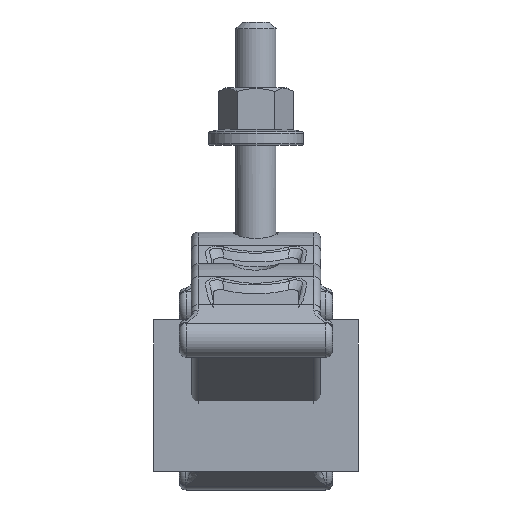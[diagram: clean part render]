
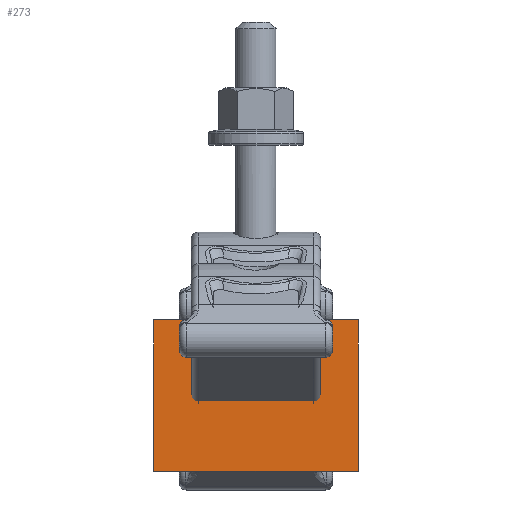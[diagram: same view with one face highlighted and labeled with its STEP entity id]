
A CAD part, left-side view. The second image highlights one B-rep face of the part: STEP entity #273.
In plain terms, the highlighted planar face has unit normal (-1, 0, 0).
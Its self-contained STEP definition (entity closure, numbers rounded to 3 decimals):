
#273 = ADVANCED_FACE( '', ( #448 ), #449, .T. );
#448 = FACE_OUTER_BOUND( '', #809, .T. );
#449 = PLANE( '', #810 );
#809 = EDGE_LOOP( '', ( #3386, #3387, #3388, #3389 ) );
#810 = AXIS2_PLACEMENT_3D( '', #3390, #3391, #3392 );
#3386 = ORIENTED_EDGE( '', *, *, #4580, .F. );
#3387 = ORIENTED_EDGE( '', *, *, #4581, .F. );
#3388 = ORIENTED_EDGE( '', *, *, #4582, .T. );
#3389 = ORIENTED_EDGE( '', *, *, #4583, .T. );
#3390 = CARTESIAN_POINT( '', ( -35.81, -30., 44.463 ) );
#3391 = DIRECTION( '', ( -1., 0., 0. ) );
#3392 = DIRECTION( '', ( 0., 0., 1. ) );
#4580 = EDGE_CURVE( '', #4982, #4983, #4984, .T. );
#4581 = EDGE_CURVE( '', #4985, #4982, #4986, .T. );
#4582 = EDGE_CURVE( '', #4985, #4987, #4988, .T. );
#4583 = EDGE_CURVE( '', #4987, #4983, #4989, .T. );
#4982 = VERTEX_POINT( '', #5629 );
#4983 = VERTEX_POINT( '', #5630 );
#4984 = LINE( '', #5631, #5632 );
#4985 = VERTEX_POINT( '', #5633 );
#4986 = LINE( '', #5634, #5635 );
#4987 = VERTEX_POINT( '', #5636 );
#4988 = LINE( '', #5637, #5638 );
#4989 = LINE( '', #5639, #5640 );
#5629 = CARTESIAN_POINT( '', ( -35.81, 30., 0. ) );
#5630 = CARTESIAN_POINT( '', ( -35.81, 30., 44.463 ) );
#5631 = CARTESIAN_POINT( '', ( -35.81, 30., 44.463 ) );
#5632 = VECTOR( '', #9276, 1000. );
#5633 = CARTESIAN_POINT( '', ( -35.81, -30., 0. ) );
#5634 = CARTESIAN_POINT( '', ( -35.81, -30., 0. ) );
#5635 = VECTOR( '', #9277, 1000. );
#5636 = CARTESIAN_POINT( '', ( -35.81, -30., 44.463 ) );
#5637 = CARTESIAN_POINT( '', ( -35.81, -30., 44.463 ) );
#5638 = VECTOR( '', #9278, 1000. );
#5639 = CARTESIAN_POINT( '', ( -35.81, -30., 44.463 ) );
#5640 = VECTOR( '', #9279, 1000. );
#9276 = DIRECTION( '', ( 0., 0., 1. ) );
#9277 = DIRECTION( '', ( 0., 1., 0. ) );
#9278 = DIRECTION( '', ( 0., 0., 1. ) );
#9279 = DIRECTION( '', ( 0., 1., 0. ) );
